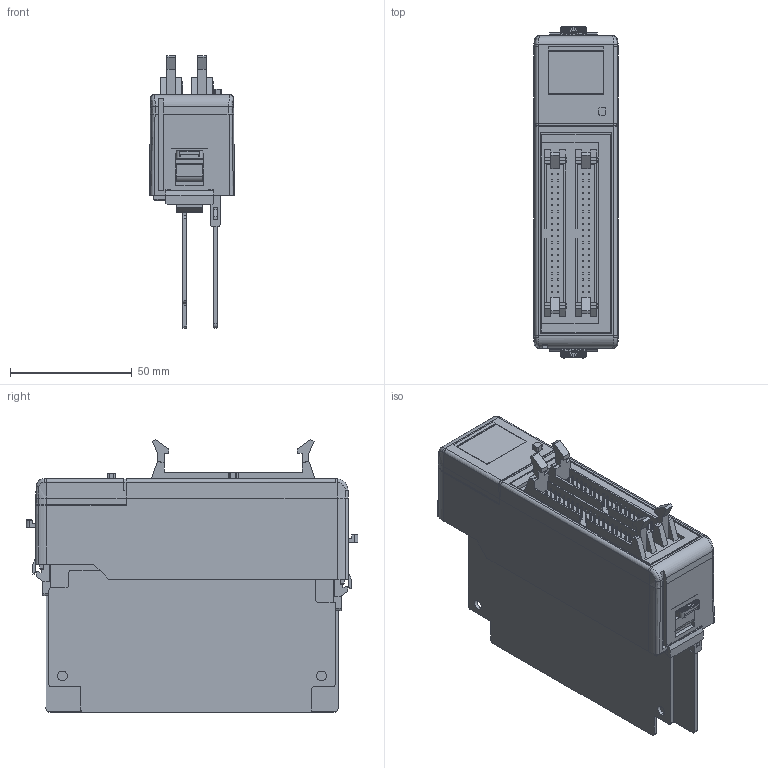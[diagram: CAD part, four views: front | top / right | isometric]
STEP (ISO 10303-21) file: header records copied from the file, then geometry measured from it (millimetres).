
FILE_DESCRIPTION (( 'STEP AP203' ), '1' );
FILE_NAME ('P3-64ND3.STEP', '2010-10-28T13:47:03', ( '.adc' ), ( '' ), 'SwSTEP 2.0', 'SolidWorks 2009', '' );
FILE_SCHEMA (( 'CONFIG_CONTROL_DESIGN' ));
Length unit declared in the file: millimetre
Products named in the file (1): P3-64ND3
Bounding box: 34.8 x 136.08 x 111.89 mm (x, y, z)
Volume: 195551.6 mm3; surface area: 55588.2 mm2
Topology: 1 solids, 5 shells, 1509 faces, 4105 edges, 2722 vertices
Faces by surface type: plane 1406, cylinder 73, bspline 18, cone 10, torus 2
Entity records: 47470 total; most frequent: CARTESIAN_POINT 9382, ORIENTED_EDGE 8210, DIRECTION 7140, EDGE_CURVE 4105, LINE 3846, VECTOR 3846, VERTEX_POINT 2722, AXIS2_PLACEMENT_3D 1647
